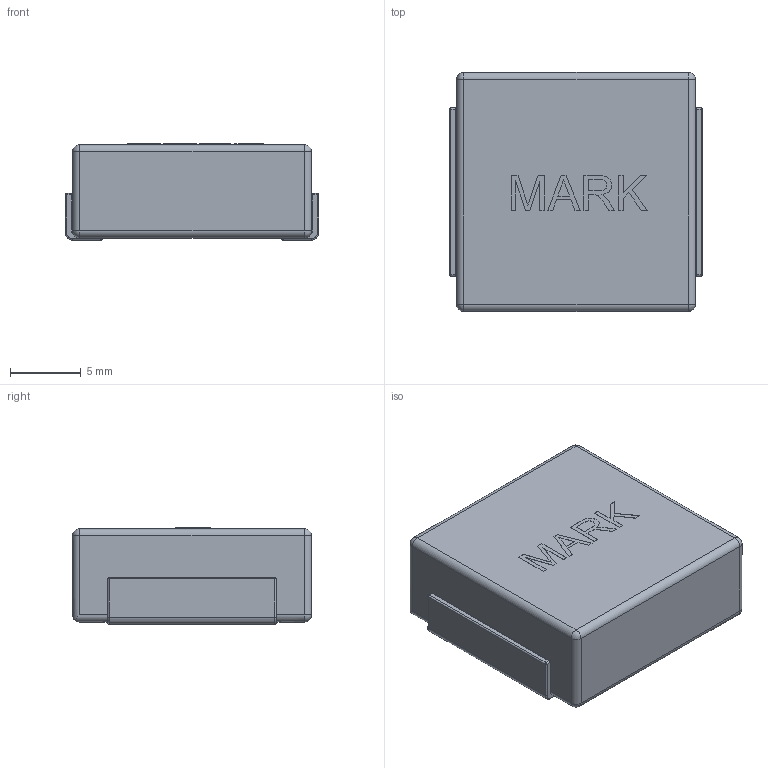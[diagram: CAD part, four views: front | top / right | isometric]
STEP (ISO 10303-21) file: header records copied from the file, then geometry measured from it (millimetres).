
FILE_DESCRIPTION(/* description */ (''),/* implementation_level */ '2;1');
FILE_NAME(/* name */ 'TMPC1707HP.stp',/* time_stamp */ '2017-06-29T10:32:31+08:00',/* author */ ('louklo'),/* organization */ ('unknown'),/* preprocessor_version */ 'ST-DEVELOPER v16.1',/* originating_system */ 'Autodesk Inventor 2016',/* authorisation */ '');
FILE_SCHEMA (('AUTOMOTIVE_DESIGN { 1 0 10303 214 3 1 1 }'));
Length unit declared in the file: millimetre
Products named in the file (1): TMPC1707HP
Bounding box: 17.9 x 16.9 x 6.81 mm (x, y, z)
Volume: 1922.9 mm3; surface area: 1274.1 mm2
Topology: 7 solids, 7 shells, 210 faces, 506 edges, 310 vertices
Faces by surface type: plane 122, cylinder 54, sphere 22, torus 12
Entity records: 6045 total; most frequent: DIRECTION 1052, CARTESIAN_POINT 1027, ORIENTED_EDGE 1012, EDGE_CURVE 506, LINE 382, VECTOR 382, AXIS2_PLACEMENT_3D 335, VERTEX_POINT 310
